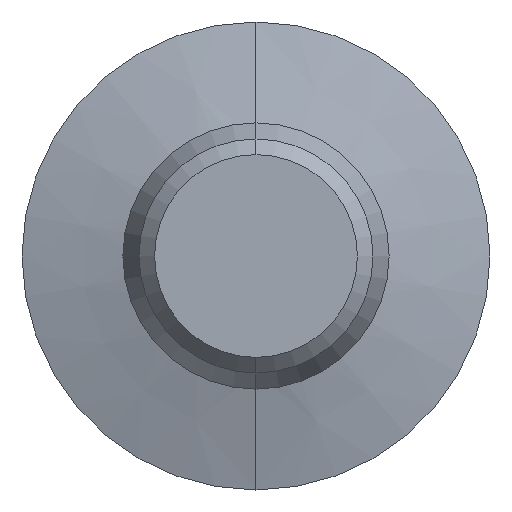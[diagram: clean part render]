
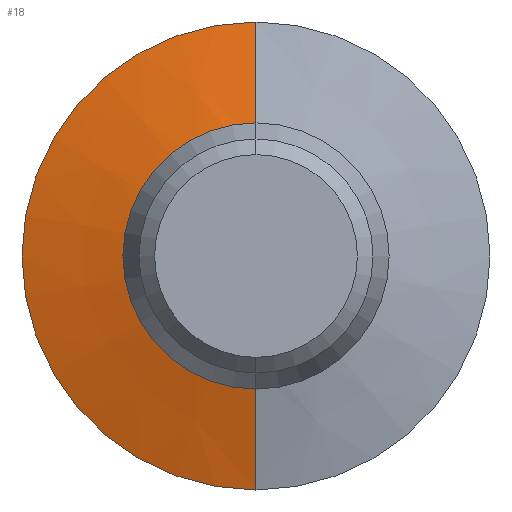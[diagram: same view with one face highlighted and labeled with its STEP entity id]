
A CAD part, left-side view. The second image highlights one B-rep face of the part: STEP entity #18.
In plain terms, the highlighted conical face has half-angle 75 degrees and reference radius 3.81 mm.
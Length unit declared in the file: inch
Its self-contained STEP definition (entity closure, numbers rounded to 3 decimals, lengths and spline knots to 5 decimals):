
#18 = ADVANCED_FACE ( 'NONE', ( #327 ), #330, .T. ) ;
#23 = ORIENTED_EDGE ( 'NONE', *, *, #66, .F. ) ;
#30 = VERTEX_POINT ( 'NONE', #384 ) ;
#39 = EDGE_LOOP ( 'NONE', ( #65, #61, #60, #23 ) ) ;
#60 = ORIENTED_EDGE ( 'NONE', *, *, #194, .F. ) ;
#61 = ORIENTED_EDGE ( 'NONE', *, *, #63, .T. ) ;
#63 = EDGE_CURVE ( 'NONE', #68, #236, #397, .T. ) ;
#65 = ORIENTED_EDGE ( 'NONE', *, *, #67, .T. ) ;
#66 = EDGE_CURVE ( 'NONE', #30, #235, #452, .T. ) ;
#67 = EDGE_CURVE ( 'NONE', #30, #68, #295, .T. ) ;
#68 = VERTEX_POINT ( 'NONE', #292 ) ;
#194 = EDGE_CURVE ( 'NONE', #235, #236, #1049, .T. ) ;
#235 = VERTEX_POINT ( 'NONE', #708 ) ;
#236 = VERTEX_POINT ( 'NONE', #653 ) ;
#286 = DIRECTION ( 'NONE',  ( -1., 0., 0. ) ) ;
#287 = DIRECTION ( 'NONE',  ( 0., 0., -1. ) ) ;
#288 = CARTESIAN_POINT ( 'NONE',  ( 0., 0., -0.6999 ) ) ;
#289 = AXIS2_PLACEMENT_3D ( 'NONE', #288, #287, #286 ) ;
#292 = CARTESIAN_POINT ( 'NONE',  ( 0.075, 0., -0.6999 ) ) ;
#293 = DIRECTION ( 'NONE',  ( -0.966, 0., -0.259 ) ) ;
#294 = VECTOR ( 'NONE', #293, 39.37008 ) ;
#295 = CIRCLE ( 'NONE', #289, 0.075 ) ;
#301 = DIRECTION ( 'NONE',  ( 0.966, 0., -0.259 ) ) ;
#302 = VECTOR ( 'NONE', #301, 39.37008 ) ;
#321 = DIRECTION ( 'NONE',  ( -1., 0., 0. ) ) ;
#322 = DIRECTION ( 'NONE',  ( 0., 0., -1. ) ) ;
#325 = AXIS2_PLACEMENT_3D ( 'NONE', #338, #322, #321 ) ;
#327 = FACE_OUTER_BOUND ( 'NONE', #39, .T. ) ;
#330 = CONICAL_SURFACE ( 'NONE', #325, 0.15, 1.309 ) ;
#338 = CARTESIAN_POINT ( 'NONE',  ( 0., 0., -0.72 ) ) ;
#384 = CARTESIAN_POINT ( 'NONE',  ( -0.075, 0., -0.6999 ) ) ;
#396 = CARTESIAN_POINT ( 'NONE',  ( 0.15, 0., -0.72 ) ) ;
#397 = LINE ( 'NONE', #396, #302 ) ;
#451 = CARTESIAN_POINT ( 'NONE',  ( -0.15, 0., -0.72 ) ) ;
#452 = LINE ( 'NONE', #451, #294 ) ;
#653 = CARTESIAN_POINT ( 'NONE',  ( 0.15, 0., -0.72 ) ) ;
#708 = CARTESIAN_POINT ( 'NONE',  ( -0.15, 0., -0.72 ) ) ;
#1041 = DIRECTION ( 'NONE',  ( -1., 0., 0. ) ) ;
#1049 = CIRCLE ( 'NONE', #1052, 0.15 ) ;
#1051 = CARTESIAN_POINT ( 'NONE',  ( 0., 0., -0.72 ) ) ;
#1052 = AXIS2_PLACEMENT_3D ( 'NONE', #1051, #1054, #1041 ) ;
#1054 = DIRECTION ( 'NONE',  ( 0., 0., -1. ) ) ;
